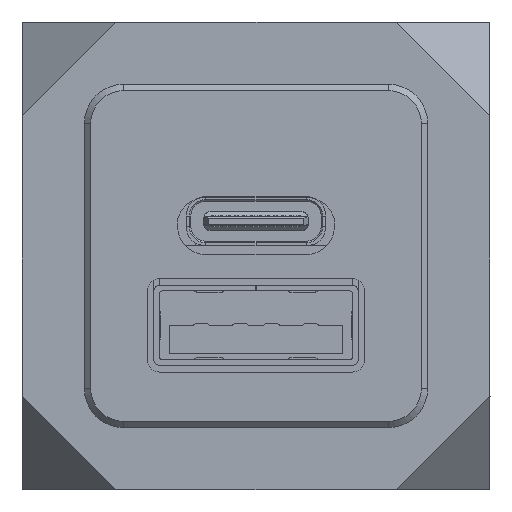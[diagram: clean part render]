
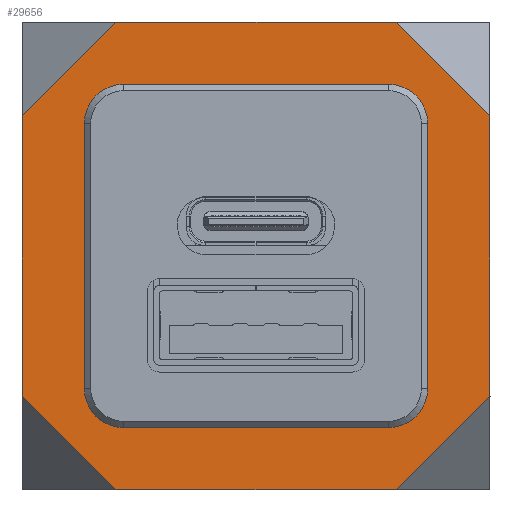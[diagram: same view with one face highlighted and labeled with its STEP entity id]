
A CAD part, left-side view. The second image highlights one B-rep face of the part: STEP entity #29656.
In plain terms, the highlighted planar face has unit normal (-1, 0, 0).
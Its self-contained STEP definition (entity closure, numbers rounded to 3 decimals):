
#594=FACE_BOUND('',#4536,.T.);
#1432=PLANE('',#31777);
#2904=FACE_OUTER_BOUND('',#4535,.T.);
#4535=EDGE_LOOP('',(#25077,#25078,#25079,#25080,#25081,#25082,#25083,#25084));
#4536=EDGE_LOOP('',(#25085,#25086,#25087,#25088,#25089,#25090,#25091,#25092));
#7128=LINE('',#48133,#10694);
#7155=LINE('',#48191,#10721);
#7185=LINE('',#48252,#10751);
#7194=LINE('',#48270,#10760);
#7225=LINE('',#48331,#10791);
#7244=LINE('',#48382,#10810);
#7246=LINE('',#48391,#10812);
#7247=LINE('',#48393,#10813);
#7366=LINE('',#48661,#10932);
#7367=LINE('',#48663,#10933);
#7368=LINE('',#48664,#10934);
#7369=LINE('',#48665,#10935);
#10694=VECTOR('',#37006,10.);
#10721=VECTOR('',#37043,10.);
#10751=VECTOR('',#37079,10.);
#10760=VECTOR('',#37090,10.);
#10791=VECTOR('',#37133,10.);
#10810=VECTOR('',#37170,10.);
#10812=VECTOR('',#37184,10.);
#10813=VECTOR('',#37187,10.);
#10932=VECTOR('',#37418,10.);
#10933=VECTOR('',#37421,10.);
#10934=VECTOR('',#37422,10.);
#10935=VECTOR('',#37423,10.);
#12788=CIRCLE('',#31708,2.5);
#12791=CIRCLE('',#31712,2.5);
#12793=CIRCLE('',#31716,2.5);
#12794=CIRCLE('',#31718,2.5);
#14479=VERTEX_POINT('',#48130);
#14480=VERTEX_POINT('',#48132);
#14505=VERTEX_POINT('',#48188);
#14506=VERTEX_POINT('',#48190);
#14533=VERTEX_POINT('',#48249);
#14534=VERTEX_POINT('',#48251);
#14541=VERTEX_POINT('',#48267);
#14542=VERTEX_POINT('',#48269);
#14565=VERTEX_POINT('',#48326);
#14566=VERTEX_POINT('',#48329);
#14580=VERTEX_POINT('',#48358);
#14583=VERTEX_POINT('',#48364);
#14584=VERTEX_POINT('',#48368);
#14587=VERTEX_POINT('',#48374);
#14589=VERTEX_POINT('',#48380);
#14590=VERTEX_POINT('',#48387);
#18081=EDGE_CURVE('',#14480,#14479,#7128,.T.);
#18110=EDGE_CURVE('',#14506,#14505,#7155,.T.);
#18141=EDGE_CURVE('',#14533,#14534,#7185,.T.);
#18150=EDGE_CURVE('',#14542,#14541,#7194,.T.);
#18181=EDGE_CURVE('',#14565,#14566,#7225,.T.);
#18198=EDGE_CURVE('',#14580,#14583,#12788,.T.);
#18203=EDGE_CURVE('',#14584,#14587,#12791,.T.);
#18206=EDGE_CURVE('',#14583,#14589,#7244,.T.);
#18208=EDGE_CURVE('',#14589,#14565,#12793,.T.);
#18210=EDGE_CURVE('',#14566,#14590,#12794,.T.);
#18211=EDGE_CURVE('',#14590,#14584,#7246,.T.);
#18212=EDGE_CURVE('',#14587,#14580,#7247,.T.);
#18338=EDGE_CURVE('',#14541,#14480,#7366,.T.);
#18339=EDGE_CURVE('',#14534,#14505,#7367,.T.);
#18340=EDGE_CURVE('',#14542,#14533,#7368,.T.);
#18341=EDGE_CURVE('',#14506,#14479,#7369,.T.);
#25077=ORIENTED_EDGE('',*,*,#18110,.T.);
#25078=ORIENTED_EDGE('',*,*,#18339,.F.);
#25079=ORIENTED_EDGE('',*,*,#18141,.F.);
#25080=ORIENTED_EDGE('',*,*,#18340,.F.);
#25081=ORIENTED_EDGE('',*,*,#18150,.T.);
#25082=ORIENTED_EDGE('',*,*,#18338,.T.);
#25083=ORIENTED_EDGE('',*,*,#18081,.T.);
#25084=ORIENTED_EDGE('',*,*,#18341,.F.);
#25085=ORIENTED_EDGE('',*,*,#18210,.T.);
#25086=ORIENTED_EDGE('',*,*,#18211,.T.);
#25087=ORIENTED_EDGE('',*,*,#18203,.T.);
#25088=ORIENTED_EDGE('',*,*,#18212,.T.);
#25089=ORIENTED_EDGE('',*,*,#18198,.T.);
#25090=ORIENTED_EDGE('',*,*,#18206,.T.);
#25091=ORIENTED_EDGE('',*,*,#18208,.T.);
#25092=ORIENTED_EDGE('',*,*,#18181,.T.);
#29656=ADVANCED_FACE('',(#2904,#594),#1432,.T.);
#31708=AXIS2_PLACEMENT_3D('',#48366,#37154,#37155);
#31712=AXIS2_PLACEMENT_3D('',#48376,#37164,#37165);
#31716=AXIS2_PLACEMENT_3D('',#48385,#37175,#37176);
#31718=AXIS2_PLACEMENT_3D('',#48389,#37180,#37181);
#31777=AXIS2_PLACEMENT_3D('',#48662,#37419,#37420);
#37006=DIRECTION('',(0.,-1.,0.));
#37043=DIRECTION('',(0.,0.,1.));
#37079=DIRECTION('',(0.,-1.,0.));
#37090=DIRECTION('',(0.,0.,-1.));
#37133=DIRECTION('',(0.,0.,1.));
#37154=DIRECTION('center_axis',(1.,0.,0.));
#37155=DIRECTION('ref_axis',(0.,0.,
-1.));
#37164=DIRECTION('center_axis',(1.,0.,0.));
#37165=DIRECTION('ref_axis',(0.,-1.,0.));
#37170=DIRECTION('',(0.,1.,0.));
#37175=DIRECTION('center_axis',(1.,0.,0.));
#37176=DIRECTION('ref_axis',(0.,1.,0.));
#37180=DIRECTION('center_axis',(1.,0.,0.));
#37181=DIRECTION('ref_axis',(0.,0.,
1.));
#37184=DIRECTION('',(0.,-1.,0.));
#37187=DIRECTION('',(0.,0.,-1.));
#37418=DIRECTION('',(0.,-0.707,-0.707));
#37419=DIRECTION('center_axis',(-1.,0.,0.));
#37420=DIRECTION('ref_axis',(0.,0.,
-1.));
#37421=DIRECTION('',(0.,-0.707,-0.707));
#37422=DIRECTION('',(0.,-0.707,0.707));
#37423=DIRECTION('',(0.,0.707,-0.707));
#48130=CARTESIAN_POINT('',(-1.,-19.,-14.35));
#48132=CARTESIAN_POINT('',(-1.,-1.,-14.35));
#48133=CARTESIAN_POINT('',(-1.,-7.171,-14.35));
#48188=CARTESIAN_POINT('',(-1.,-25.,9.65));
#48190=CARTESIAN_POINT('',(-1.,-25.,-8.35));
#48191=CARTESIAN_POINT('',(-1.,-25.,-2.349));
#48249=CARTESIAN_POINT('',(-1.,-1.,15.65));
#48251=CARTESIAN_POINT('',(-1.,-19.,15.65));
#48252=CARTESIAN_POINT('',(-1.,-9.974,15.65));
#48267=CARTESIAN_POINT('',(-1.,5.,-8.35));
#48269=CARTESIAN_POINT('',(-1.,5.,9.65));
#48270=CARTESIAN_POINT('',(-1.,5.,0.638));
#48326=CARTESIAN_POINT('',(-1.,1.,-7.85));
#48329=CARTESIAN_POINT('',(-1.,1.,9.15));
#48331=CARTESIAN_POINT('',(-1.,1.,4.9));
#48358=CARTESIAN_POINT('',(-1.,-21.,-7.85));
#48364=CARTESIAN_POINT('',(-1.,-18.5,-10.35));
#48366=CARTESIAN_POINT('Origin',(-1.,-18.5,-7.85));
#48368=CARTESIAN_POINT('',(-1.,-18.5,11.65));
#48374=CARTESIAN_POINT('',(-1.,-21.,9.15));
#48376=CARTESIAN_POINT('Origin',(-1.,-18.5,9.15));
#48380=CARTESIAN_POINT('',(-1.,-1.5,-10.35));
#48382=CARTESIAN_POINT('',(-1.,-5.75,-10.35));
#48385=CARTESIAN_POINT('Origin',(-1.,-1.5,-7.85));
#48387=CARTESIAN_POINT('',(-1.,-1.5,11.65));
#48389=CARTESIAN_POINT('Origin',(-1.,-1.5,9.15));
#48391=CARTESIAN_POINT('',(-1.,-14.25,11.65));
#48393=CARTESIAN_POINT('',(-1.,-21.,-3.6));
#48661=CARTESIAN_POINT('',(-1.,2.,-11.35));
#48662=CARTESIAN_POINT('Origin',(-1.,-10.,0.65));
#48663=CARTESIAN_POINT('',(-1.,-22.,12.65));
#48664=CARTESIAN_POINT('',(-1.,2.,12.65));
#48665=CARTESIAN_POINT('',(-1.,-22.,-11.35));
